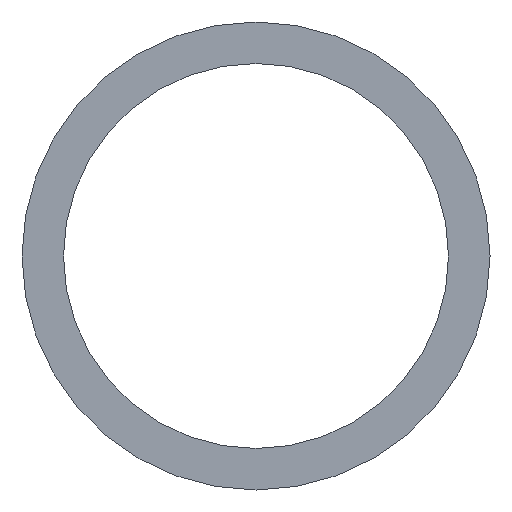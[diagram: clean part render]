
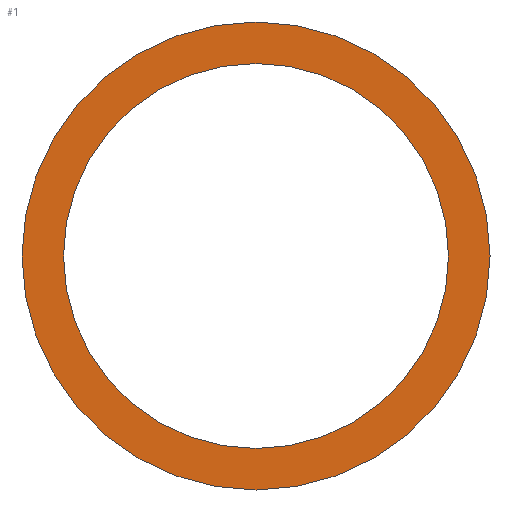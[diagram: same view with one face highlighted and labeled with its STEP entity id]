
A CAD part, front view. The second image highlights one B-rep face of the part: STEP entity #1.
In plain terms, the highlighted planar face has unit normal (0, -1, 0).
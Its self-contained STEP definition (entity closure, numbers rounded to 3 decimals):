
#1 = ADVANCED_FACE ( 'NONE', ( #134, #145 ), #81, .T. ) ;
#24 = CARTESIAN_POINT ( 'NONE',  ( 0., 0., -7.9 ) ) ;
#31 = CARTESIAN_POINT ( 'NONE',  ( 0., 0., 6.5 ) ) ;
#33 = DIRECTION ( 'NONE',  ( 0., 0., -1. ) ) ;
#35 = DIRECTION ( 'NONE',  ( 0., -1., 0. ) ) ;
#37 = CARTESIAN_POINT ( 'NONE',  ( 0., 0., 0. ) ) ;
#45 = DIRECTION ( 'NONE',  ( 0., 0., -1. ) ) ;
#46 = DIRECTION ( 'NONE',  ( 0., -1., 0. ) ) ;
#47 = CARTESIAN_POINT ( 'NONE',  ( 0., 0., 0. ) ) ;
#52 = DIRECTION ( 'NONE',  ( 0., 0., -1. ) ) ;
#53 = DIRECTION ( 'NONE',  ( 0., 1., 0. ) ) ;
#56 = CARTESIAN_POINT ( 'NONE',  ( -7.995, 0., 7.995 ) ) ;
#57 = CARTESIAN_POINT ( 'NONE',  ( 0., 0., -6.5 ) ) ;
#58 = CARTESIAN_POINT ( 'NONE',  ( 0., 0., 0. ) ) ;
#66 = DIRECTION ( 'NONE',  ( 0., 0., -1. ) ) ;
#67 = DIRECTION ( 'NONE',  ( 0., 1., 0. ) ) ;
#69 = CARTESIAN_POINT ( 'NONE',  ( 0., 0., 0. ) ) ;
#80 = DIRECTION ( 'NONE',  ( 0., -1., 0. ) ) ;
#81 = PLANE ( 'NONE',  #182 ) ;
#85 = DIRECTION ( 'NONE',  ( 0., 0., -1. ) ) ;
#91 = CARTESIAN_POINT ( 'NONE',  ( 0., 0., 7.9 ) ) ;
#101 = CIRCLE ( 'NONE', #195, 7.9 ) ;
#103 = CIRCLE ( 'NONE', #192, 7.9 ) ;
#108 = CIRCLE ( 'NONE', #190, 6.5 ) ;
#123 = CIRCLE ( 'NONE', #181, 6.5 ) ;
#134 = FACE_BOUND ( 'NONE', #136, .T. ) ;
#136 = EDGE_LOOP ( 'NONE', ( #164, #154 ) ) ;
#138 = EDGE_LOOP ( 'NONE', ( #167, #160 ) ) ;
#145 = FACE_OUTER_BOUND ( 'NONE', #138, .T. ) ;
#146 = VERTEX_POINT ( 'NONE', #31 ) ;
#149 = VERTEX_POINT ( 'NONE', #24 ) ;
#150 = VERTEX_POINT ( 'NONE', #91 ) ;
#152 = VERTEX_POINT ( 'NONE', #57 ) ;
#154 = ORIENTED_EDGE ( 'NONE', *, *, #177, .T. ) ;
#160 = ORIENTED_EDGE ( 'NONE', *, *, #179, .T. ) ;
#164 = ORIENTED_EDGE ( 'NONE', *, *, #174, .T. ) ;
#167 = ORIENTED_EDGE ( 'NONE', *, *, #194, .T. ) ;
#174 = EDGE_CURVE ( 'NONE', #152, #146, #123, .T. ) ;
#177 = EDGE_CURVE ( 'NONE', #146, #152, #108, .T. ) ;
#179 = EDGE_CURVE ( 'NONE', #150, #149, #103, .T. ) ;
#181 = AXIS2_PLACEMENT_3D ( 'NONE', #69, #67, #66 ) ;
#182 = AXIS2_PLACEMENT_3D ( 'NONE', #56, #80, #85 ) ;
#190 = AXIS2_PLACEMENT_3D ( 'NONE', #58, #53, #52 ) ;
#192 = AXIS2_PLACEMENT_3D ( 'NONE', #47, #46, #45 ) ;
#194 = EDGE_CURVE ( 'NONE', #149, #150, #101, .T. ) ;
#195 = AXIS2_PLACEMENT_3D ( 'NONE', #37, #35, #33 ) ;
